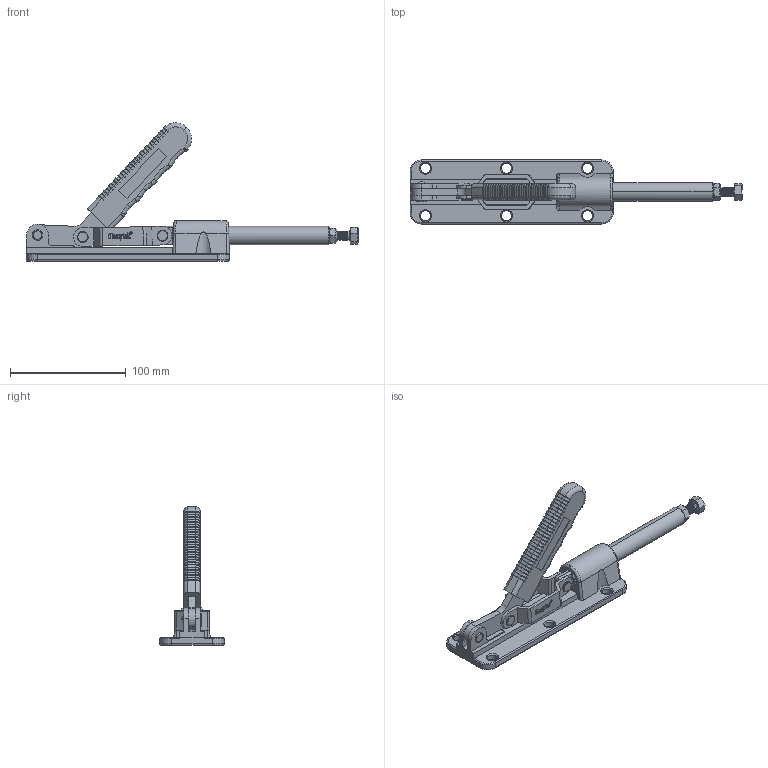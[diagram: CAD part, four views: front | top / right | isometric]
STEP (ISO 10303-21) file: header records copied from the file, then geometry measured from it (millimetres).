
FILE_DESCRIPTION (( 'STEP AP203' ), '1' );
FILE_NAME ('CH-36330ML.STEP', '2020-12-11T07:08:23', ( 'User' ), ( 'china' ), 'SwSTEP 2.0', 'SolidWorks 2018', '' );
FILE_SCHEMA (( 'CONFIG_CONTROL_DESIGN' ));
Length unit declared in the file: millimetre
Products named in the file (20): 酗諾穩; 傻諾穩; M8蹟邡; M8蹟譫; CH-36330ML菁釱; CH-36330ML; 36330ML忒梟; 36330ml忒梟杶; CH-36330ML蟀裝; CH-36330ML階粣
Assembly tree (10 placements, depth 2):
  傻諾穩
  傻諾穩
  酗諾穩
  CH-36330ML
    CH-36330ML菁釱
    36330ML忒梟
    36330ml忒梟杶
    CH-36330ML蟀裝
    CH-36330ML階粣
    傻諾穩  x2
    酗諾穩
    M8蹟邡
    M8蹟譫
  M8蹟邡
Bounding box: 286.9 x 55.4 x 119.51 mm (x, y, z)
Volume: 186545.8 mm3; surface area: 72757.2 mm2
Topology: 11 solids, 11 shells, 1313 faces, 3578 edges, 2313 vertices
Faces by surface type: cylinder 478, plane 443, bspline 224, torus 98, cone 64, sphere 6
Entity records: 91774 total; most frequent: CARTESIAN_POINT 59162, ORIENTED_EDGE 7076, DIRECTION 5429, EDGE_CURVE 3538, VERTEX_POINT 2294, AXIS2_PLACEMENT_3D 1821, LINE 1787, VECTOR 1787
